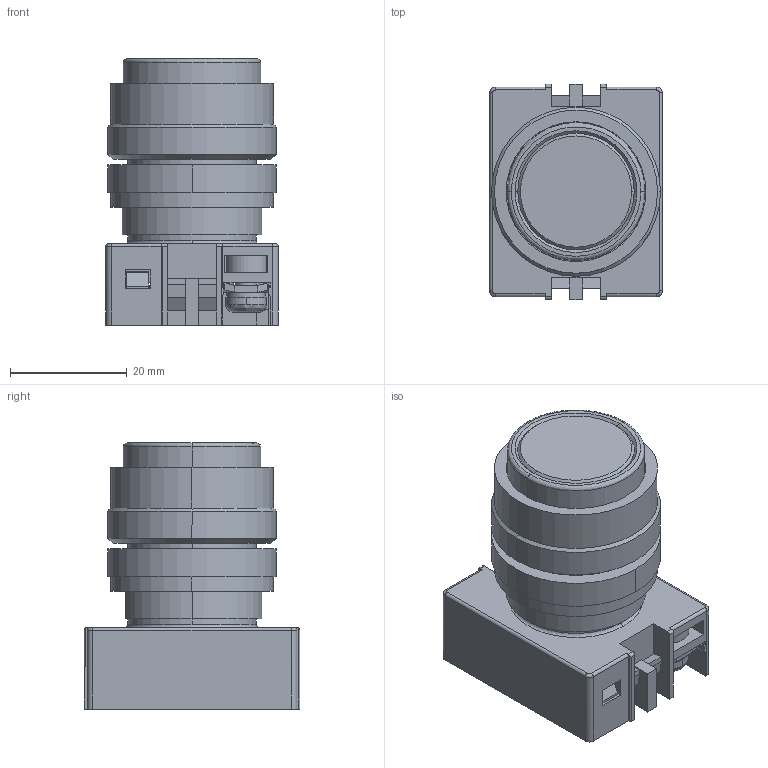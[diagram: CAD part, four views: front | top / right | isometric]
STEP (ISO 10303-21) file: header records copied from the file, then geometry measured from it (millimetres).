
FILE_DESCRIPTION (( 'STEP AP214' ), '1' );
FILE_NAME ('15_APW1(B)##D$.STEP', '2021-01-15T07:54:29', ( 'IDEC' ), ( 'IDEC' ), 'SwSTEP 2.0', 'SolidWorks 2019', '' );
FILE_SCHEMA (( 'AUTOMOTIVE_DESIGN' ));
Length unit declared in the file: millimetre
Products named in the file (5): TW-ROUND-FLUSH-LENS; 15_APW1(B)##D$; TW-RING; TW-PL-BODY; TW-ADJUSTMENT-RING
Assembly tree (4 placements, depth 2):
  15_APW1(B)##D$
    TW-PL-BODY
    TW-ROUND-FLUSH-LENS
    TW-RING
    TW-ADJUSTMENT-RING
Bounding box: 29.6 x 37 x 45.7 mm (x, y, z)
Volume: 30220 mm3; surface area: 15643.6 mm2
Topology: 4 solids, 4 shells, 363 faces, 1019 edges, 656 vertices
Faces by surface type: plane 262, cylinder 77, bspline 16, cone 8
Entity records: 13510 total; most frequent: CARTESIAN_POINT 4005, ORIENTED_EDGE 2036, DIRECTION 1816, EDGE_CURVE 1018, LINE 808, VECTOR 808, VERTEX_POINT 655, AXIS2_PLACEMENT_3D 504
